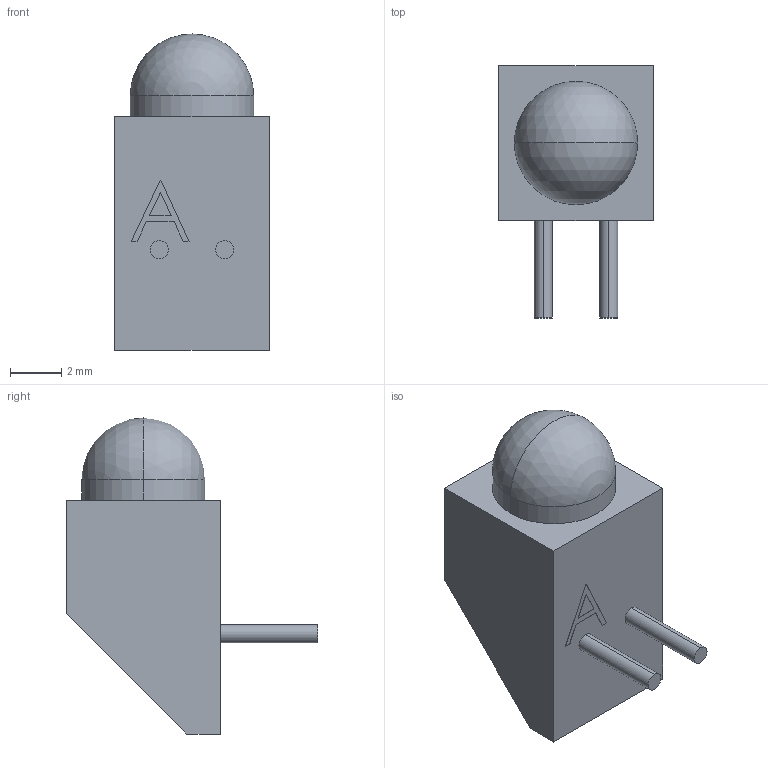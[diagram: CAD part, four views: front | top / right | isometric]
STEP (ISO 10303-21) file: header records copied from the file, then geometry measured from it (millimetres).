
FILE_DESCRIPTION (( 'STEP AP214' ), '1' );
FILE_NAME ('LED PCB Mount 4-7mm Dia RA .STEP', '2017-01-20T15:14:12', ( 'User' ), ( 'Hewlett-Packard Company' ), 'SwSTEP 2.0', 'SolidWorks 2006303', '' );
FILE_SCHEMA (( 'AUTOMOTIVE_DESIGN' ));
Length unit declared in the file: millimetre
Products named in the file (1): LED PCB Mount 4-7mm Dia RA 
Bounding box: 6 x 9.8 x 12.3 mm (x, y, z)
Volume: 307.7 mm3; surface area: 298.9 mm2
Topology: 1 solids, 1 shells, 30 faces, 72 edges, 47 vertices
Faces by surface type: plane 22, cylinder 6, sphere 2
Entity records: 1059 total; most frequent: DIRECTION 144, CARTESIAN_POINT 144, ORIENTED_EDGE 136, EDGE_CURVE 68, VECTOR 54, LINE 54, VERTEX_POINT 45, AXIS2_PLACEMENT_3D 45
